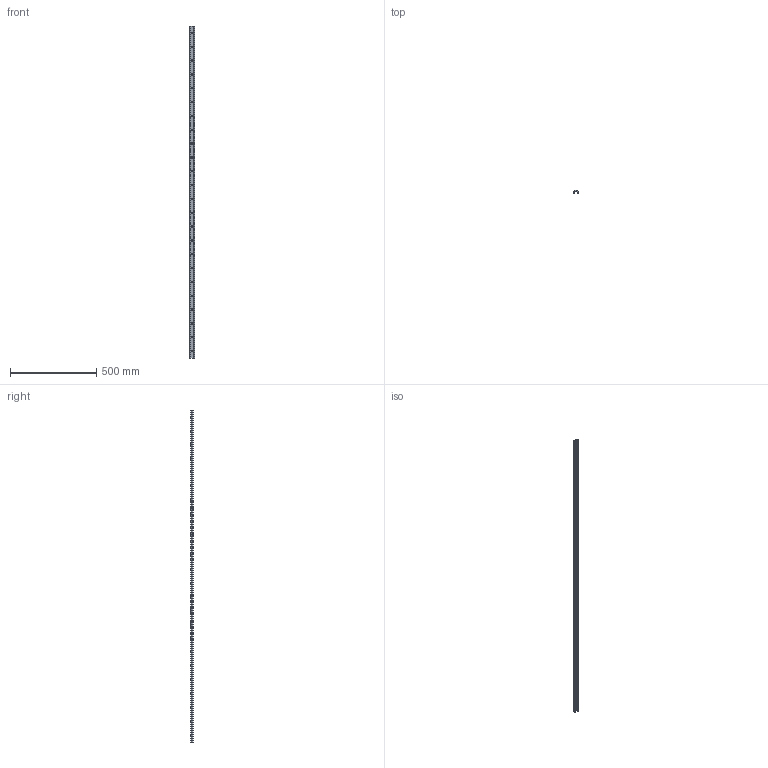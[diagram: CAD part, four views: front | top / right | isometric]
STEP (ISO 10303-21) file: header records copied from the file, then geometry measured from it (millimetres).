
FILE_DESCRIPTION (( 'STEP AP214' ), '1' );
FILE_NAME ('S-LBX 30-1920.STEP', '2023-11-14T11:08:41', ( '' ), ( '' ), 'SwSTEP 2.0', 'SolidWorks 2020', '' );
FILE_SCHEMA (( 'AUTOMOTIVE_DESIGN' ));
Length unit declared in the file: millimetre
Products named in the file (1): S-LBX 30-1920
Bounding box: 29.48 x 15 x 1920 mm (x, y, z)
Volume: 219657.8 mm3; surface area: 186961.6 mm2
Topology: 1 solids, 1 shells, 144 faces, 426 edges, 284 vertices
Faces by surface type: cylinder 82, plane 62
Entity records: 5004 total; most frequent: DIRECTION 880, CARTESIAN_POINT 855, ORIENTED_EDGE 852, EDGE_CURVE 426, AXIS2_PLACEMENT_3D 309, VERTEX_POINT 284, LINE 262, VECTOR 262
